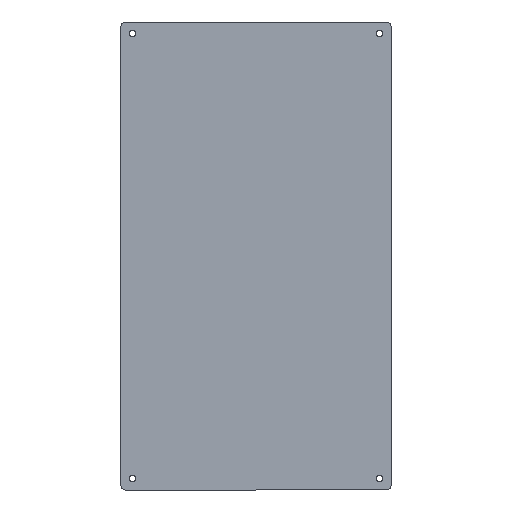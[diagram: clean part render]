
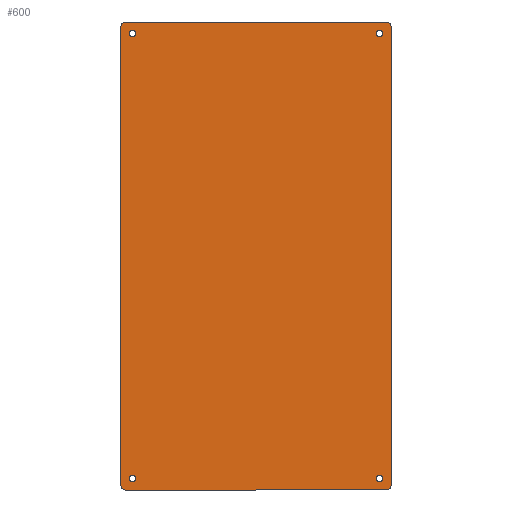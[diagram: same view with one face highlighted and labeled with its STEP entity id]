
A CAD part, left-side view. The second image highlights one B-rep face of the part: STEP entity #600.
In plain terms, the highlighted planar face has unit normal (-1, 0, 0).
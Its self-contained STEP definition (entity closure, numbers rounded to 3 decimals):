
#6 = VERTEX_POINT ( 'NONE', #223 ) ;
#8 = AXIS2_PLACEMENT_3D ( 'NONE', #137, #343, #244 ) ;
#14 = CARTESIAN_POINT ( 'NONE',  ( 0., 90.5, -162. ) ) ;
#17 = DIRECTION ( 'NONE',  ( 0., 0., 1. ) ) ;
#18 = ORIENTED_EDGE ( 'NONE', *, *, #275, .T. ) ;
#21 = AXIS2_PLACEMENT_3D ( 'NONE', #261, #546, #554 ) ;
#25 = CARTESIAN_POINT ( 'NONE',  ( 0., -90.5, 159. ) ) ;
#26 = CARTESIAN_POINT ( 'NONE',  ( 0., 85.5, -151.8 ) ) ;
#30 = ORIENTED_EDGE ( 'NONE', *, *, #183, .T. ) ;
#32 = EDGE_CURVE ( 'NONE', #340, #138, #117, .T. ) ;
#39 = DIRECTION ( 'NONE',  ( 0., 0., -1. ) ) ;
#48 = EDGE_LOOP ( 'NONE', ( #194, #30 ) ) ;
#49 = DIRECTION ( 'NONE',  ( -1., 0., 0. ) ) ;
#54 = VERTEX_POINT ( 'NONE', #579 ) ;
#57 = CIRCLE ( 'NONE', #549, 3. ) ;
#62 = EDGE_CURVE ( 'NONE', #206, #303, #538, .T. ) ;
#64 = AXIS2_PLACEMENT_3D ( 'NONE', #626, #295, #543 ) ;
#73 = DIRECTION ( 'NONE',  ( 0., 1., 0. ) ) ;
#75 = DIRECTION ( 'NONE',  ( 1., 0., 0. ) ) ;
#80 = CARTESIAN_POINT ( 'NONE',  ( 0., 90.5, 162. ) ) ;
#86 = EDGE_CURVE ( 'NONE', #312, #617, #265, .T. ) ;
#91 = CIRCLE ( 'NONE', #21, 2.2 ) ;
#94 = CARTESIAN_POINT ( 'NONE',  ( 0., 93.5, 159. ) ) ;
#95 = ORIENTED_EDGE ( 'NONE', *, *, #469, .F. ) ;
#102 = CIRCLE ( 'NONE', #8, 2.2 ) ;
#109 = EDGE_CURVE ( 'NONE', #206, #449, #651, .T. ) ;
#117 = LINE ( 'NONE', #323, #200 ) ;
#122 = CIRCLE ( 'NONE', #409, 2.2 ) ;
#123 = DIRECTION ( 'NONE',  ( 1., 0., 0. ) ) ;
#137 = CARTESIAN_POINT ( 'NONE',  ( 0., -85.5, 154. ) ) ;
#138 = VERTEX_POINT ( 'NONE', #281 ) ;
#140 = ORIENTED_EDGE ( 'NONE', *, *, #109, .F. ) ;
#141 = DIRECTION ( 'NONE',  ( 1., 0., 0. ) ) ;
#152 = CARTESIAN_POINT ( 'NONE',  ( 0., 85.5, -156.2 ) ) ;
#163 = DIRECTION ( 'NONE',  ( -1., 0., 0. ) ) ;
#164 = ORIENTED_EDGE ( 'NONE', *, *, #399, .F. ) ;
#168 = EDGE_CURVE ( 'NONE', #539, #282, #102, .T. ) ;
#170 = DIRECTION ( 'NONE',  ( 0., 0., -1. ) ) ;
#176 = CIRCLE ( 'NONE', #311, 2.2 ) ;
#178 = ORIENTED_EDGE ( 'NONE', *, *, #307, .F. ) ;
#181 = ORIENTED_EDGE ( 'NONE', *, *, #580, .T. ) ;
#182 = FACE_OUTER_BOUND ( 'NONE', #430, .T. ) ;
#183 = EDGE_CURVE ( 'NONE', #617, #312, #630, .T. ) ;
#186 = AXIS2_PLACEMENT_3D ( 'NONE', #382, #123, #17 ) ;
#188 = DIRECTION ( 'NONE',  ( 0., -1., 0. ) ) ;
#194 = ORIENTED_EDGE ( 'NONE', *, *, #86, .T. ) ;
#198 = CARTESIAN_POINT ( 'NONE',  ( 0., -90.5, -162. ) ) ;
#200 = VECTOR ( 'NONE', #170, 1000. ) ;
#206 = VERTEX_POINT ( 'NONE', #80 ) ;
#208 = DIRECTION ( 'NONE',  ( 0., 0., -1. ) ) ;
#219 = EDGE_CURVE ( 'NONE', #466, #303, #287, .T. ) ;
#223 = CARTESIAN_POINT ( 'NONE',  ( 0., 85.5, 151.8 ) ) ;
#225 = VERTEX_POINT ( 'NONE', #26 ) ;
#235 = DIRECTION ( 'NONE',  ( 0., 0., -1. ) ) ;
#238 = DIRECTION ( 'NONE',  ( -1., 0., 0. ) ) ;
#244 = DIRECTION ( 'NONE',  ( 0., 0., -1. ) ) ;
#246 = PLANE ( 'NONE',  #583 ) ;
#250 = CARTESIAN_POINT ( 'NONE',  ( 0., 85.5, 154. ) ) ;
#256 = EDGE_LOOP ( 'NONE', ( #542, #649 ) ) ;
#258 = DIRECTION ( 'NONE',  ( 0., 0., -1. ) ) ;
#261 = CARTESIAN_POINT ( 'NONE',  ( 0., 85.5, -154. ) ) ;
#265 = CIRCLE ( 'NONE', #548, 2.2 ) ;
#273 = CIRCLE ( 'NONE', #604, 2.2 ) ;
#275 = EDGE_CURVE ( 'NONE', #544, #138, #478, .T. ) ;
#278 = CARTESIAN_POINT ( 'NONE',  ( 0., 93.5, 162. ) ) ;
#281 = CARTESIAN_POINT ( 'NONE',  ( 0., -93.5, -159. ) ) ;
#282 = VERTEX_POINT ( 'NONE', #346 ) ;
#285 = CARTESIAN_POINT ( 'NONE',  ( 0., 0., 0. ) ) ;
#287 = LINE ( 'NONE', #278, #383 ) ;
#294 = EDGE_CURVE ( 'NONE', #282, #539, #122, .T. ) ;
#295 = DIRECTION ( 'NONE',  ( -1., 0., 0. ) ) ;
#297 = CIRCLE ( 'NONE', #552, 2.2 ) ;
#299 = DIRECTION ( 'NONE',  ( 0., 0., -1. ) ) ;
#302 = CARTESIAN_POINT ( 'NONE',  ( 0., -85.5, -156.2 ) ) ;
#303 = VERTEX_POINT ( 'NONE', #94 ) ;
#307 = EDGE_CURVE ( 'NONE', #225, #387, #91, .T. ) ;
#310 = CARTESIAN_POINT ( 'NONE',  ( 0., 93.5, -162. ) ) ;
#311 = AXIS2_PLACEMENT_3D ( 'NONE', #518, #163, #584 ) ;
#312 = VERTEX_POINT ( 'NONE', #302 ) ;
#320 = EDGE_CURVE ( 'NONE', #466, #505, #57, .T. ) ;
#323 = CARTESIAN_POINT ( 'NONE',  ( 0., -93.5, 162. ) ) ;
#326 = EDGE_CURVE ( 'NONE', #54, #6, #273, .T. ) ;
#340 = VERTEX_POINT ( 'NONE', #502 ) ;
#341 = FACE_BOUND ( 'NONE', #365, .T. ) ;
#343 = DIRECTION ( 'NONE',  ( -1., 0., 0. ) ) ;
#346 = CARTESIAN_POINT ( 'NONE',  ( 0., -85.5, 151.8 ) ) ;
#353 = ORIENTED_EDGE ( 'NONE', *, *, #62, .T. ) ;
#365 = EDGE_LOOP ( 'NONE', ( #416, #394 ) ) ;
#382 = CARTESIAN_POINT ( 'NONE',  ( 0., -85.5, -154. ) ) ;
#383 = VECTOR ( 'NONE', #491, 1000. ) ;
#384 = CARTESIAN_POINT ( 'NONE',  ( 0., -85.5, 156.2 ) ) ;
#387 = VERTEX_POINT ( 'NONE', #152 ) ;
#394 = ORIENTED_EDGE ( 'NONE', *, *, #168, .F. ) ;
#395 = VECTOR ( 'NONE', #73, 1000. ) ;
#396 = DIRECTION ( 'NONE',  ( 1., 0., 0. ) ) ;
#399 = EDGE_CURVE ( 'NONE', #544, #505, #560, .T. ) ;
#403 = FACE_BOUND ( 'NONE', #503, .T. ) ;
#409 = AXIS2_PLACEMENT_3D ( 'NONE', #415, #660, #208 ) ;
#411 = DIRECTION ( 'NONE',  ( -1., 0., 0. ) ) ;
#415 = CARTESIAN_POINT ( 'NONE',  ( 0., -85.5, 154. ) ) ;
#416 = ORIENTED_EDGE ( 'NONE', *, *, #294, .F. ) ;
#430 = EDGE_LOOP ( 'NONE', ( #512, #181, #140, #353, #570, #602, #164, #18 ) ) ;
#448 = DIRECTION ( 'NONE',  ( 0., 0., 1. ) ) ;
#449 = VERTEX_POINT ( 'NONE', #525 ) ;
#458 = CARTESIAN_POINT ( 'NONE',  ( 0., 85.5, 154. ) ) ;
#466 = VERTEX_POINT ( 'NONE', #486 ) ;
#469 = EDGE_CURVE ( 'NONE', #387, #225, #176, .T. ) ;
#478 = CIRCLE ( 'NONE', #509, 3. ) ;
#486 = CARTESIAN_POINT ( 'NONE',  ( 0., 93.5, -159. ) ) ;
#491 = DIRECTION ( 'NONE',  ( 0., 0., 1. ) ) ;
#502 = CARTESIAN_POINT ( 'NONE',  ( 0., -93.5, 159. ) ) ;
#503 = EDGE_LOOP ( 'NONE', ( #95, #178 ) ) ;
#504 = DIRECTION ( 'NONE',  ( 0., 0., -1. ) ) ;
#505 = VERTEX_POINT ( 'NONE', #14 ) ;
#509 = AXIS2_PLACEMENT_3D ( 'NONE', #601, #411, #258 ) ;
#511 = DIRECTION ( 'NONE',  ( 1., 0., 0. ) ) ;
#512 = ORIENTED_EDGE ( 'NONE', *, *, #32, .F. ) ;
#518 = CARTESIAN_POINT ( 'NONE',  ( 0., 85.5, -154. ) ) ;
#525 = CARTESIAN_POINT ( 'NONE',  ( 0., -90.5, 162. ) ) ;
#526 = VECTOR ( 'NONE', #188, 1000. ) ;
#529 = CIRCLE ( 'NONE', #620, 3. ) ;
#538 = CIRCLE ( 'NONE', #64, 3. ) ;
#539 = VERTEX_POINT ( 'NONE', #384 ) ;
#541 = CARTESIAN_POINT ( 'NONE',  ( 0., 93.5, 162. ) ) ;
#542 = ORIENTED_EDGE ( 'NONE', *, *, #613, .T. ) ;
#543 = DIRECTION ( 'NONE',  ( 0., 0., -1. ) ) ;
#544 = VERTEX_POINT ( 'NONE', #198 ) ;
#546 = DIRECTION ( 'NONE',  ( -1., 0., 0. ) ) ;
#548 = AXIS2_PLACEMENT_3D ( 'NONE', #585, #75, #448 ) ;
#549 = AXIS2_PLACEMENT_3D ( 'NONE', #609, #49, #299 ) ;
#550 = FACE_BOUND ( 'NONE', #48, .T. ) ;
#552 = AXIS2_PLACEMENT_3D ( 'NONE', #250, #141, #235 ) ;
#554 = DIRECTION ( 'NONE',  ( 0., 0., 1. ) ) ;
#556 = DIRECTION ( 'NONE',  ( 0., 0., -1. ) ) ;
#560 = LINE ( 'NONE', #310, #395 ) ;
#570 = ORIENTED_EDGE ( 'NONE', *, *, #219, .F. ) ;
#579 = CARTESIAN_POINT ( 'NONE',  ( 0., 85.5, 156.2 ) ) ;
#580 = EDGE_CURVE ( 'NONE', #340, #449, #529, .T. ) ;
#583 = AXIS2_PLACEMENT_3D ( 'NONE', #285, #396, #556 ) ;
#584 = DIRECTION ( 'NONE',  ( 0., 0., 1. ) ) ;
#585 = CARTESIAN_POINT ( 'NONE',  ( 0., -85.5, -154. ) ) ;
#600 = ADVANCED_FACE ( 'NONE', ( #341, #550, #403, #646, #182 ), #246, .F. ) ;
#601 = CARTESIAN_POINT ( 'NONE',  ( 0., -90.5, -159. ) ) ;
#602 = ORIENTED_EDGE ( 'NONE', *, *, #320, .T. ) ;
#604 = AXIS2_PLACEMENT_3D ( 'NONE', #458, #511, #504 ) ;
#609 = CARTESIAN_POINT ( 'NONE',  ( 0., 90.5, -159. ) ) ;
#613 = EDGE_CURVE ( 'NONE', #6, #54, #297, .T. ) ;
#617 = VERTEX_POINT ( 'NONE', #662 ) ;
#620 = AXIS2_PLACEMENT_3D ( 'NONE', #25, #238, #39 ) ;
#626 = CARTESIAN_POINT ( 'NONE',  ( 0., 90.5, 159. ) ) ;
#630 = CIRCLE ( 'NONE', #186, 2.2 ) ;
#646 = FACE_BOUND ( 'NONE', #256, .T. ) ;
#649 = ORIENTED_EDGE ( 'NONE', *, *, #326, .T. ) ;
#651 = LINE ( 'NONE', #541, #526 ) ;
#660 = DIRECTION ( 'NONE',  ( -1., 0., 0. ) ) ;
#662 = CARTESIAN_POINT ( 'NONE',  ( 0., -85.5, -151.8 ) ) ;
